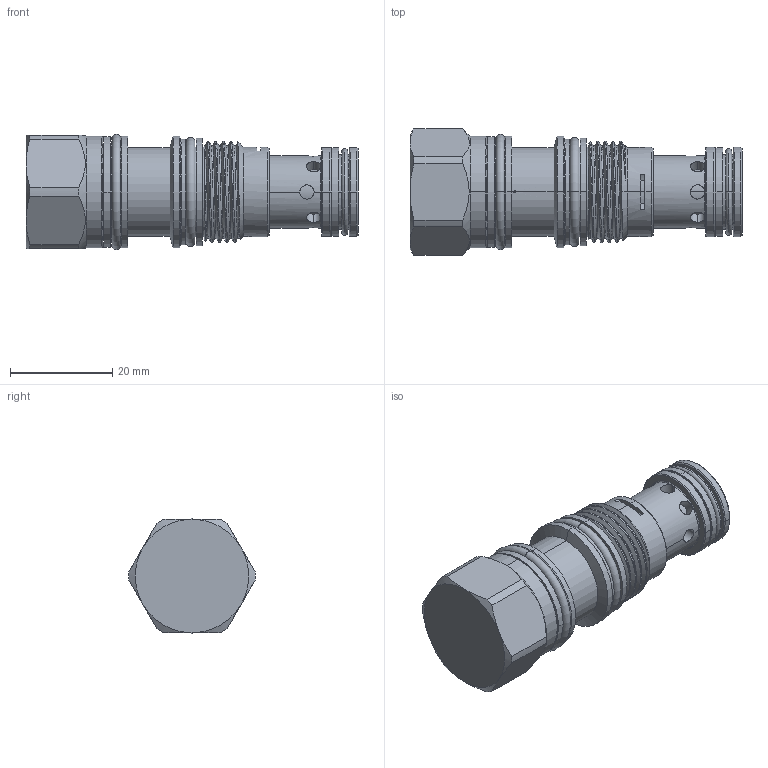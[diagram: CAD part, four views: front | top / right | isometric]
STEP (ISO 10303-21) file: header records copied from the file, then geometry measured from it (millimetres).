
FILE_DESCRIPTION (( 'STEP AP203' ), '1' );
FILE_NAME ('LR11A32-N.STEP', '2016-06-06T05:20:35', ( '' ), ( '' ), 'SwSTEP 2.0', 'SolidWorks 2012', '' );
FILE_SCHEMA (( 'CONFIG_CONTROL_DESIGN' ));
Length unit declared in the file: millimetre
Products named in the file (1): LR11A32-N
Bounding box: 65.03 x 24.79 x 22.55 mm (x, y, z)
Volume: 18126.4 mm3; surface area: 7643.6 mm2
Topology: 4 solids, 4 shells, 183 faces, 409 edges, 245 vertices
Faces by surface type: cylinder 95, torus 30, cone 28, plane 27, bspline 3
Entity records: 8470 total; most frequent: CARTESIAN_POINT 4397, DIRECTION 870, ORIENTED_EDGE 818, EDGE_CURVE 409, AXIS2_PLACEMENT_3D 377, VERTEX_POINT 245, EDGE_LOOP 200, CIRCLE 196
